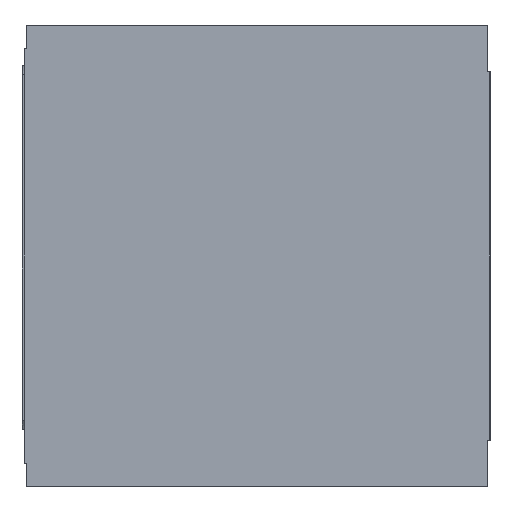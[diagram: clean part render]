
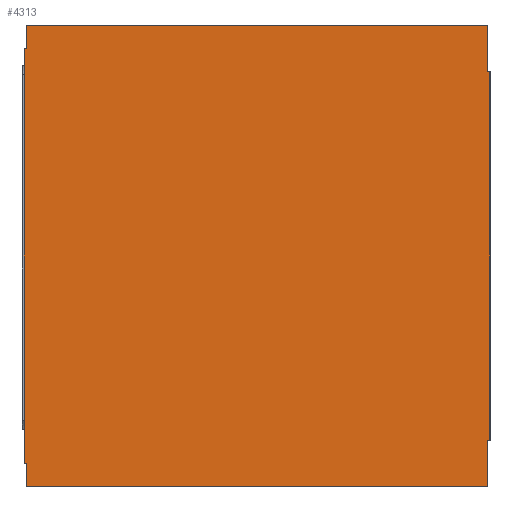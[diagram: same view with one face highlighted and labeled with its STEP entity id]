
A CAD part, left-side view. The second image highlights one B-rep face of the part: STEP entity #4313.
In plain terms, the highlighted planar face has unit normal (-1, 0, 0).
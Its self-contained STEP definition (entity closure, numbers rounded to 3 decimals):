
#85 = LINE ( 'NONE', #1505, #1835 ) ;
#111 = DIRECTION ( 'NONE',  ( 1., 0., 0. ) ) ;
#166 = CARTESIAN_POINT ( 'NONE',  ( -4., 2., 0.9 ) ) ;
#232 = VERTEX_POINT ( 'NONE', #1072 ) ;
#236 = LINE ( 'NONE', #1761, #2107 ) ;
#307 = CARTESIAN_POINT ( 'NONE',  ( -4., 2.01, -0.9 ) ) ;
#321 = DIRECTION ( 'NONE',  ( 0., 1., 0. ) ) ;
#333 = VERTEX_POINT ( 'NONE', #1026 ) ;
#372 = CARTESIAN_POINT ( 'NONE',  ( -4., 2., -1. ) ) ;
#412 = CARTESIAN_POINT ( 'NONE',  ( -4., 2.01, 0.9 ) ) ;
#432 = VERTEX_POINT ( 'NONE', #3895 ) ;
#499 = ORIENTED_EDGE ( 'NONE', *, *, #4009, .T. ) ;
#531 = VECTOR ( 'NONE', #2791, 1000. ) ;
#757 = EDGE_LOOP ( 'NONE', ( #2918, #3167, #1168, #499, #1263, #3200, #3833, #3173, #3922, #2268, #1454, #863 ) ) ;
#781 = VERTEX_POINT ( 'NONE', #4071 ) ;
#799 = CARTESIAN_POINT ( 'NONE',  ( -4., 0., -0.8 ) ) ;
#847 = VERTEX_POINT ( 'NONE', #2566 ) ;
#863 = ORIENTED_EDGE ( 'NONE', *, *, #3965, .T. ) ;
#1026 = CARTESIAN_POINT ( 'NONE',  ( -4., 0., 1. ) ) ;
#1072 = CARTESIAN_POINT ( 'NONE',  ( -4., -0.01, 0.8 ) ) ;
#1125 = VECTOR ( 'NONE', #2803, 1000. ) ;
#1168 = ORIENTED_EDGE ( 'NONE', *, *, #3641, .F. ) ;
#1195 = LINE ( 'NONE', #1300, #3737 ) ;
#1263 = ORIENTED_EDGE ( 'NONE', *, *, #4177, .T. ) ;
#1300 = CARTESIAN_POINT ( 'NONE',  ( -4., 2., -1. ) ) ;
#1348 = DIRECTION ( 'NONE',  ( 0., -1., 0. ) ) ;
#1383 = CARTESIAN_POINT ( 'NONE',  ( -4., 2.01, -0.9 ) ) ;
#1454 = ORIENTED_EDGE ( 'NONE', *, *, #3398, .F. ) ;
#1478 = DIRECTION ( 'NONE',  ( 0., -1., 0. ) ) ;
#1494 = VECTOR ( 'NONE', #2743, 1000. ) ;
#1505 = CARTESIAN_POINT ( 'NONE',  ( -4., 2.01, -0.9 ) ) ;
#1537 = EDGE_CURVE ( 'NONE', #2595, #3240, #4130, .T. ) ;
#1559 = CARTESIAN_POINT ( 'NONE',  ( -4., 2.01, 0.9 ) ) ;
#1561 = EDGE_CURVE ( 'NONE', #781, #3707, #3104, .T. ) ;
#1574 = EDGE_CURVE ( 'NONE', #4253, #3707, #236, .T. ) ;
#1610 = EDGE_CURVE ( 'NONE', #847, #333, #2587, .T. ) ;
#1653 = EDGE_CURVE ( 'NONE', #2595, #3545, #85, .T. ) ;
#1761 = CARTESIAN_POINT ( 'NONE',  ( -4., 0., -1. ) ) ;
#1779 = CARTESIAN_POINT ( 'NONE',  ( -4., 2., 1. ) ) ;
#1806 = VECTOR ( 'NONE', #1348, 1000. ) ;
#1813 = CARTESIAN_POINT ( 'NONE',  ( -4., 0., -1. ) ) ;
#1835 = VECTOR ( 'NONE', #4254, 1000. ) ;
#1839 = PLANE ( 'NONE',  #4454 ) ;
#2107 = VECTOR ( 'NONE', #4181, 1000. ) ;
#2108 = VERTEX_POINT ( 'NONE', #3728 ) ;
#2194 = VECTOR ( 'NONE', #321, 1000. ) ;
#2199 = CARTESIAN_POINT ( 'NONE',  ( -4., 2., -1. ) ) ;
#2268 = ORIENTED_EDGE ( 'NONE', *, *, #1653, .T. ) ;
#2461 = DIRECTION ( 'NONE',  ( 0., 0., -1. ) ) ;
#2553 = DIRECTION ( 'NONE',  ( 0., 0., -1. ) ) ;
#2562 = VECTOR ( 'NONE', #4228, 1000. ) ;
#2566 = CARTESIAN_POINT ( 'NONE',  ( -4., 2., 1. ) ) ;
#2587 = LINE ( 'NONE', #1779, #4308 ) ;
#2595 = VERTEX_POINT ( 'NONE', #1383 ) ;
#2622 = EDGE_CURVE ( 'NONE', #3935, #847, #3780, .T. ) ;
#2712 = CARTESIAN_POINT ( 'NONE',  ( -4., 2., -0.9 ) ) ;
#2743 = DIRECTION ( 'NONE',  ( 0., 0., 1. ) ) ;
#2791 = DIRECTION ( 'NONE',  ( 0., 1., 0. ) ) ;
#2803 = DIRECTION ( 'NONE',  ( 0., 0., 1. ) ) ;
#2918 = ORIENTED_EDGE ( 'NONE', *, *, #1574, .T. ) ;
#2972 = VECTOR ( 'NONE', #3640, 1000. ) ;
#3020 = DIRECTION ( 'NONE',  ( 0., 0., 1. ) ) ;
#3104 = LINE ( 'NONE', #3428, #2194 ) ;
#3135 = CARTESIAN_POINT ( 'NONE',  ( -4., -0.01, 0.8 ) ) ;
#3167 = ORIENTED_EDGE ( 'NONE', *, *, #1561, .F. ) ;
#3173 = ORIENTED_EDGE ( 'NONE', *, *, #3933, .F. ) ;
#3200 = ORIENTED_EDGE ( 'NONE', *, *, #1610, .F. ) ;
#3206 = LINE ( 'NONE', #3135, #531 ) ;
#3240 = VERTEX_POINT ( 'NONE', #412 ) ;
#3398 = EDGE_CURVE ( 'NONE', #2108, #3545, #1195, .T. ) ;
#3410 = CARTESIAN_POINT ( 'NONE',  ( -4., 2., -1. ) ) ;
#3428 = CARTESIAN_POINT ( 'NONE',  ( -4., -0.01, -0.8 ) ) ;
#3545 = VERTEX_POINT ( 'NONE', #2712 ) ;
#3582 = LINE ( 'NONE', #3803, #4387 ) ;
#3640 = DIRECTION ( 'NONE',  ( 0., -1., 0. ) ) ;
#3641 = EDGE_CURVE ( 'NONE', #232, #781, #3582, .T. ) ;
#3707 = VERTEX_POINT ( 'NONE', #799 ) ;
#3728 = CARTESIAN_POINT ( 'NONE',  ( -4., 2., -1. ) ) ;
#3737 = VECTOR ( 'NONE', #3020, 1000. ) ;
#3780 = LINE ( 'NONE', #372, #1125 ) ;
#3803 = CARTESIAN_POINT ( 'NONE',  ( -4., -0.01, 0.8 ) ) ;
#3833 = ORIENTED_EDGE ( 'NONE', *, *, #2622, .F. ) ;
#3890 = CARTESIAN_POINT ( 'NONE',  ( -4., 0., -1. ) ) ;
#3895 = CARTESIAN_POINT ( 'NONE',  ( -4., 0., 0.8 ) ) ;
#3903 = LINE ( 'NONE', #1559, #2972 ) ;
#3922 = ORIENTED_EDGE ( 'NONE', *, *, #1537, .F. ) ;
#3933 = EDGE_CURVE ( 'NONE', #3240, #3935, #3903, .T. ) ;
#3935 = VERTEX_POINT ( 'NONE', #166 ) ;
#3965 = EDGE_CURVE ( 'NONE', #2108, #4253, #4435, .T. ) ;
#4009 = EDGE_CURVE ( 'NONE', #232, #432, #3206, .T. ) ;
#4046 = FACE_OUTER_BOUND ( 'NONE', #757, .T. ) ;
#4071 = CARTESIAN_POINT ( 'NONE',  ( -4., -0.01, -0.8 ) ) ;
#4130 = LINE ( 'NONE', #307, #1494 ) ;
#4177 = EDGE_CURVE ( 'NONE', #432, #333, #4497, .T. ) ;
#4181 = DIRECTION ( 'NONE',  ( 0., 0., 1. ) ) ;
#4228 = DIRECTION ( 'NONE',  ( 0., 0., 1. ) ) ;
#4253 = VERTEX_POINT ( 'NONE', #3890 ) ;
#4254 = DIRECTION ( 'NONE',  ( 0., -1., 0. ) ) ;
#4308 = VECTOR ( 'NONE', #1478, 1000. ) ;
#4313 = ADVANCED_FACE ( 'NONE', ( #4046 ), #1839, .F. ) ;
#4387 = VECTOR ( 'NONE', #2461, 1000. ) ;
#4435 = LINE ( 'NONE', #3410, #1806 ) ;
#4454 = AXIS2_PLACEMENT_3D ( 'NONE', #2199, #111, #2553 ) ;
#4497 = LINE ( 'NONE', #1813, #2562 ) ;
